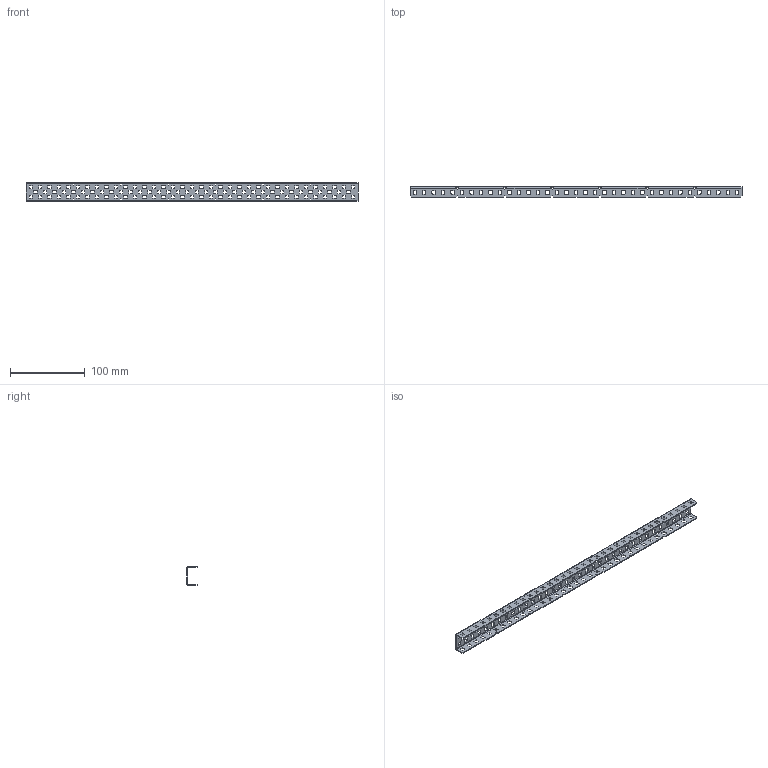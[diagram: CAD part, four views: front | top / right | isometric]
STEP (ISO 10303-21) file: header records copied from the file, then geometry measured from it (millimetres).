
FILE_DESCRIPTION(/* description */ (''),/* implementation_level */ '2;1');
FILE_NAME(/* name */ 'Aluminum C-Channel 1x2x1x35.ipt.step',/* time_stamp */ '2020-04-16T22:59:37-04:00',/* author */ ('Jordan'),/* organization */ (''),/* preprocessor_version */ 'ST-DEVELOPER v17',/* originating_system */ 'Autodesk Inventor 2019',/* authorisation */ '');
FILE_SCHEMA (('AUTOMOTIVE_DESIGN { 1 0 10303 214 3 1 1 }'));
Length unit declared in the file: inch
Products named in the file (1): Aluminum C-Channel 1x2x1x35
Bounding box: 444.5 x 13.87 x 25.4 mm (x, y, z)
Volume: 21218 mm3; surface area: 41271.9 mm2
Topology: 1 solids, 1 shells, 1574 faces, 4905 edges, 3316 vertices
Faces by surface type: plane 802, cylinder 724, bspline 48
Entity records: 56882 total; most frequent: CARTESIAN_POINT 11856, ORIENTED_EDGE 9448, DIRECTION 9430, EDGE_CURVE 4724, LINE 3228, VECTOR 3228, VERTEX_POINT 3128, AXIS2_PLACEMENT_3D 3101
